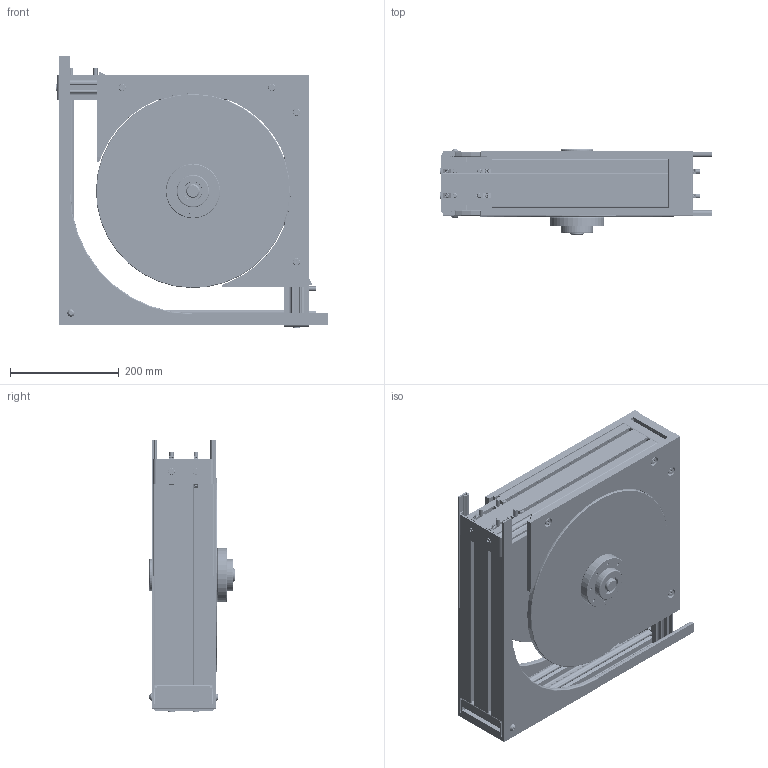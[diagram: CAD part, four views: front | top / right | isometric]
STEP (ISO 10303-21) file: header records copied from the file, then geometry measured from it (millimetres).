
FILE_DESCRIPTION(/* description */ ('Kurvenradius 200 mm'),/* implementation_level */ '2;1');
FILE_NAME(/* name */ '291231-0.step',/* time_stamp */ '2021-09-06T08:52:43+02:00',/* author */ ('MuellerJ'),/* organization */ (''),/* preprocessor_version */ 'ST-DEVELOPER v18.1',/* originating_system */ 'Autodesk Inventor 2021',/* authorisation */ '');
FILE_SCHEMA (('AUTOMOTIVE_DESIGN { 1 0 10303 214 3 1 1 }'));
Length unit declared in the file: millimetre
Products named in the file (35): MTW_1-00015183; 29-0788-0FZ.001; leer; 20-1033-0FZ.001; leer_1; 29-0757-0FZ.000; 29-0755-0FZ.000; 20-1033-0FZ.001_1; 29-0754-0FZ.001; 29-0753-0FZ.000; 29-0758-0FZ.001; 29-0756-0FZ.002; 29-0752-0FZ.003; 29-0751-0FZ.003; 29-0759-0FZ.000; 29-0745-0FZ.000; 22-1058-0FZ.001; 21-1351-2FZ.005; leer_2; 21-1360-0FZ.001; leer_3; leer_4; 21-1393-2FZ.003; leer_5; 21-1492-0FZ.003; leer_6; leer_7; leer_8; leer_9; leer_10; leer_11; 21-1351-2FZ.005_1; MTW_1-00010886; 21-1666-0FZ.001; leer_12
Assembly tree (122 placements, depth 4):
  MTW_1-00015183
    29-0788-0FZ.001  x2
    leer  x2
    20-1033-0FZ.001
    leer_1  x4
    29-0757-0FZ.000
    29-0755-0FZ.000
    20-1033-0FZ.001_1
    29-0754-0FZ.001
    29-0753-0FZ.000
    29-0758-0FZ.001
    29-0756-0FZ.002  x2
    29-0752-0FZ.003  x2
    29-0751-0FZ.003  x2
    29-0759-0FZ.000  x2
    29-0745-0FZ.000  x2
    22-1058-0FZ.001
    21-1351-2FZ.005  x8
    leer_2  x4
    21-1360-0FZ.001  x4
    leer_3  x18
      leer_4
        21-1393-2FZ.003
        leer_5
      21-1492-0FZ.003
    21-1492-0FZ.003  x6
    leer_6  x8
    leer_7
    leer_8  x4
    leer_9  x16
    leer_10  x3
    leer_11  x2
    21-1351-2FZ.005_1  x4
    MTW_1-00010886  x2
    21-1666-0FZ.001  x4
    leer_12  x8
Bounding box: 499.5 x 157.75 x 499.5 mm (x, y, z)
Volume: 6084528 mm3; surface area: 2492507.5 mm2
Topology: 154 solids, 166 shells, 4215 faces, 11373 edges, 7540 vertices
Faces by surface type: plane 2099, cylinder 1558, cone 282, torus 208, sphere 44, bspline 24
Full cylindrical faces by diameter (mm): 2 x6, 2.5 x4, 4.917 x17, 6 x25, 6.5 x5, 6.6 x16, 7 x8, 8 x80, 8.2 x22, 8.4 x8, 8.5 x4, 9 x2, 10 x5, 11 x13, 11.34 x16, 12 x4, 13 x8, 13.5 x24, 16 x8, 18 x8, 23.9 x3, 25 x8, 32 x16, 35 x1, 40 x4, 40.21 x8, 42.85 x8, 43.25 x16, 47 x10, 49.5 x2
Entity records: 53570 total; most frequent: CARTESIAN_POINT 10715, DIRECTION 8670, ORIENTED_EDGE 8382, EDGE_CURVE 4191, AXIS2_PLACEMENT_3D 3087, VERTEX_POINT 2799, LINE 2496, VECTOR 2496
